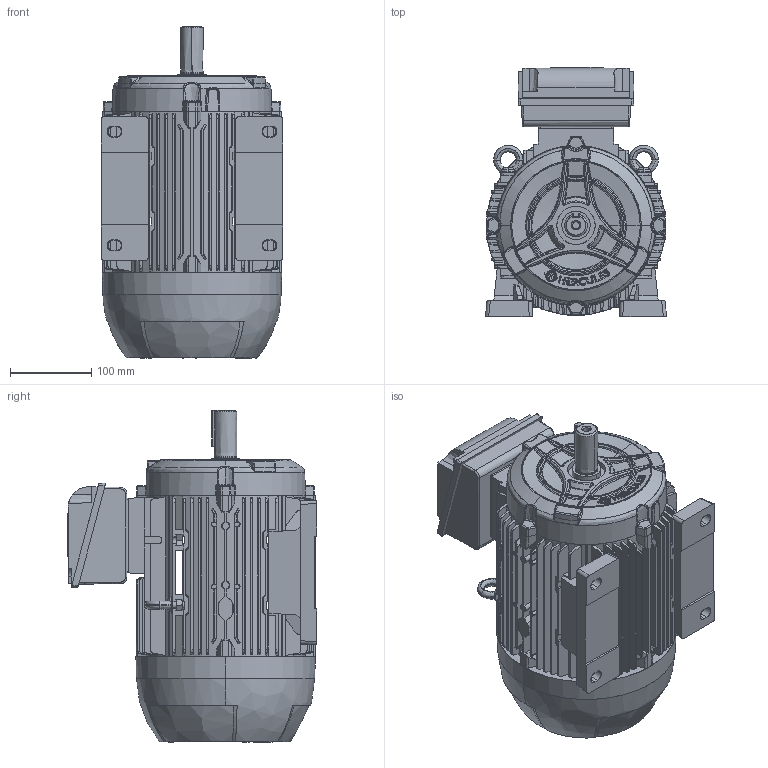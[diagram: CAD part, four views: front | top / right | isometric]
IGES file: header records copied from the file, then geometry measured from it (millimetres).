
Start section: SolidWorks IGES file using analytic representation for surfaces
Global section: file name: 112S_CP_ST_TOP.igs; native system: SolidWorks 2020; preprocessor: SolidWorks 2020; author: klemz; date: 220628.165650; units: millimetre
Bounding box: 222.99 x 306.69 x 408.5 mm (x, y, z)
Surface area: 729377.4 mm2 (no closed solid volume)
Topology: 0 solids, 0 shells, 2098 faces, 22273 edges, 22235 vertices
Faces by surface type: bspline 1407, revolution 691
